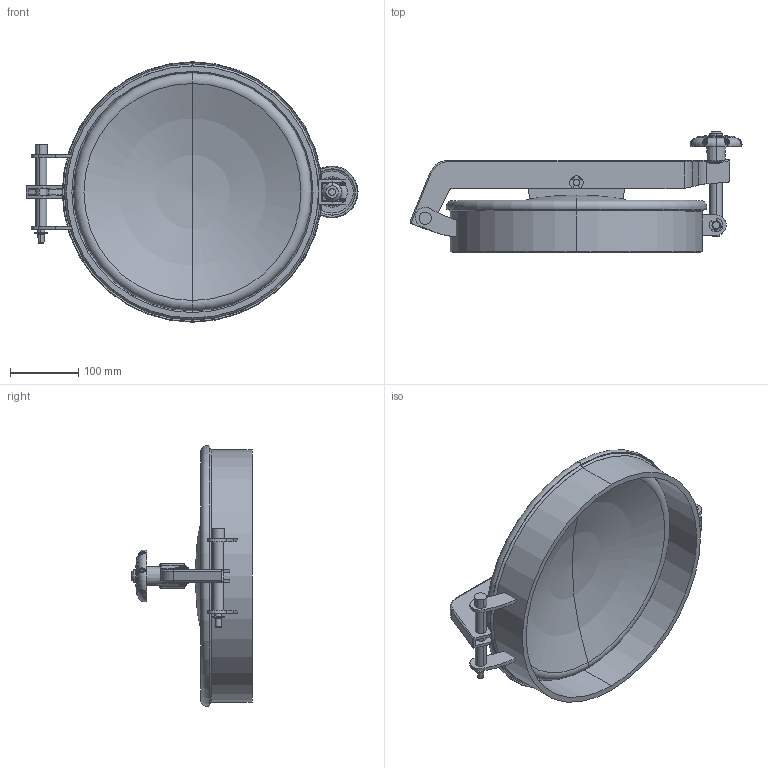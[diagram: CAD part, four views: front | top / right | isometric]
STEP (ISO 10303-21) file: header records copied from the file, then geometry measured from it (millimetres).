
FILE_DESCRIPTION (( 'STEP AP203' ), '1' );
FILE_NAME ('porte complete p33-315.STEP', '2008-12-11T15:48:57', ( 'BE' ), ( 'BOYER SA' ), 'SwSTEP 2.0', 'SolidWorks 2008', '' );
FILE_SCHEMA (( 'CONFIG_CONTROL_DESIGN' ));
Length unit declared in the file: millimetre
Products named in the file (15): U5  4L PO U122    27  34  30 (0640800014)_Défaut; AXE 04 BR D12 39 46  (0650100000)_Défaut; GU18 6L BR WD122  75 137 (0610100055)_Défaut; AME 04 BR K315 (0730200025)_Défaut; CLIP 6L PO D10 50650300002起D嶨aut; porte complete p33-315; CARO 6L PO SP 08 354 60 (0720100111)_Défaut; AXE 4L BR D10 21 28 (0650100009)_Défaut; BRA 4L BR K 315 (0730200070)_Défaut; TBRA 4L ETI G1000 160 102 (0730300007)_Défaut; BROC 4L BR D10 X 114 (0670100002)_Défaut; PROT 6L BR P  02 354 (0710100085)_Défaut; VOL 39 CB OD114  76  18 (0750100022)_Défaut; joint pour p33-315_Défaut; PSCA 4L PO S  05 70 30 (0660900002)coupe int2_Défaut
Assembly tree (19 placements, depth 2):
  porte complete p33-315
    AXE 4L BR D10 21 28 (0650100009)_Défaut
    CARO 6L PO SP 08 354 60 (0720100111)_Défaut
    CLIP 6L PO D10 50650300002起D嶨aut  x5
    U5  4L PO U122    27  34  30 (0640800014)_Défaut
    AXE 04 BR D12 39 46  (0650100000)_Défaut
    BROC 4L BR D10 X 114 (0670100002)_Défaut
    joint pour p33-315_Défaut
    AME 04 BR K315 (0730200025)_Défaut
    VOL 39 CB OD114  76  18 (0750100022)_Défaut
    GU18 6L BR WD122  75 137 (0610100055)_Défaut
    PSCA 4L PO S  05 70 30 (0660900002)coupe int2_Défaut  x2
    PROT 6L BR P  02 354 (0710100085)_Défaut
    BRA 4L BR K 315 (0730200070)_Défaut
    TBRA 4L ETI G1000 160 102 (0730300007)_Défaut
Bounding box: 487.22 x 176.4 x 382.13 mm (x, y, z)
Volume: 1427640.9 mm3; surface area: 664762 mm2
Topology: 19 solids, 19 shells, 495 faces, 1180 edges, 730 vertices
Faces by surface type: cylinder 212, plane 132, torus 64, bspline 57, cone 20, sphere 10
Entity records: 20301 total; most frequent: CARTESIAN_POINT 9284, DIRECTION 2007, ORIENTED_EDGE 1920, EDGE_CURVE 960, AXIS2_PLACEMENT_3D 831, VERTEX_POINT 590, EDGE_LOOP 458, CIRCLE 451
